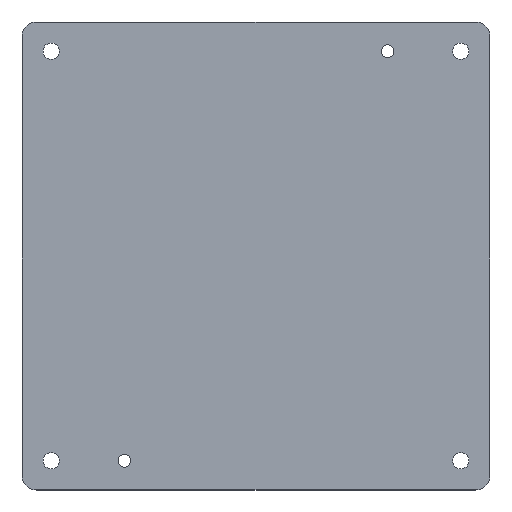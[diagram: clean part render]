
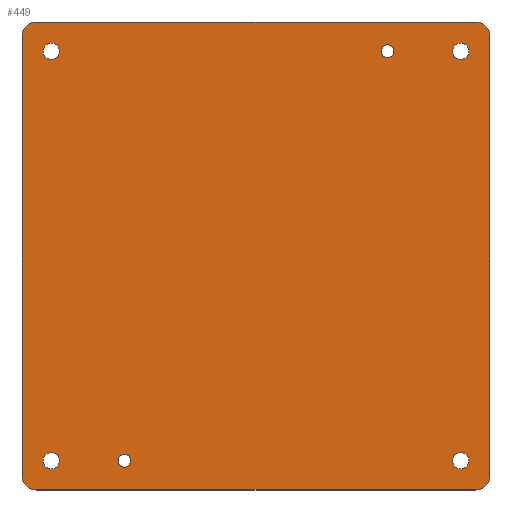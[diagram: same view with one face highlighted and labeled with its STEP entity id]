
A CAD part, top view. The second image highlights one B-rep face of the part: STEP entity #449.
In plain terms, the highlighted planar face has unit normal (0, 0, 1).
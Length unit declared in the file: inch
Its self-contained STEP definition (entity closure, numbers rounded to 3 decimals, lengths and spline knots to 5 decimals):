
#2 = DIRECTION ( 'NONE',  ( 1., 0., 0. ) ) ;
#6 = ORIENTED_EDGE ( 'NONE', *, *, #561, .T. ) ;
#7 = DIRECTION ( 'NONE',  ( 1., 0., 0. ) ) ;
#19 = AXIS2_PLACEMENT_3D ( 'NONE', #400, #129, #100 ) ;
#22 = EDGE_CURVE ( 'NONE', #349, #406, #50, .T. ) ;
#28 = FACE_BOUND ( 'NONE', #110, .T. ) ;
#31 = AXIS2_PLACEMENT_3D ( 'NONE', #170, #126, #443 ) ;
#39 = FACE_BOUND ( 'NONE', #498, .T. ) ;
#50 = CIRCLE ( 'NONE', #163, 0.25 ) ;
#60 = ORIENTED_EDGE ( 'NONE', *, *, #134, .T. ) ;
#61 = CARTESIAN_POINT ( 'NONE',  ( -3.5, 3.5, 0. ) ) ;
#66 = VECTOR ( 'NONE', #239, 39.37008 ) ;
#69 = CARTESIAN_POINT ( 'NONE',  ( -3.3595, 3.5, 0. ) ) ;
#76 = CARTESIAN_POINT ( 'NONE',  ( -3.75, 4., 0. ) ) ;
#85 = FACE_BOUND ( 'NONE', #215, .T. ) ;
#87 = CIRCLE ( 'NONE', #469, 0.25 ) ;
#94 = VERTEX_POINT ( 'NONE', #557 ) ;
#100 = DIRECTION ( 'NONE',  ( 1., 0., 0. ) ) ;
#101 = EDGE_CURVE ( 'NONE', #312, #312, #390, .T. ) ;
#105 = VERTEX_POINT ( 'NONE', #155 ) ;
#110 = EDGE_LOOP ( 'NONE', ( #149 ) ) ;
#111 = CARTESIAN_POINT ( 'NONE',  ( 3.75, -4., 0. ) ) ;
#112 = LINE ( 'NONE', #236, #66 ) ;
#120 = DIRECTION ( 'NONE',  ( 0., 0., 1. ) ) ;
#126 = DIRECTION ( 'NONE',  ( 0., 0., 1. ) ) ;
#129 = DIRECTION ( 'NONE',  ( 0., 0., 1. ) ) ;
#134 = EDGE_CURVE ( 'NONE', #565, #397, #112, .T. ) ;
#135 = DIRECTION ( 'NONE',  ( 1., 0., 0. ) ) ;
#136 = EDGE_LOOP ( 'NONE', ( #456 ) ) ;
#149 = ORIENTED_EDGE ( 'NONE', *, *, #389, .T. ) ;
#155 = CARTESIAN_POINT ( 'NONE',  ( 3.6405, -3.5, 0. ) ) ;
#158 = EDGE_CURVE ( 'NONE', #356, #356, #440, .T. ) ;
#162 = DIRECTION ( 'NONE',  ( 0., 0., -1. ) ) ;
#163 = AXIS2_PLACEMENT_3D ( 'NONE', #206, #120, #279 ) ;
#169 = DIRECTION ( 'NONE',  ( 1., 0., 0. ) ) ;
#170 = CARTESIAN_POINT ( 'NONE',  ( -3.75, 3.75, 0. ) ) ;
#171 = ORIENTED_EDGE ( 'NONE', *, *, #158, .T. ) ;
#172 = DIRECTION ( 'NONE',  ( 1., 0., 0. ) ) ;
#180 = DIRECTION ( 'NONE',  ( 0., 0., 1. ) ) ;
#182 = CIRCLE ( 'NONE', #232, 0.1405 ) ;
#183 = DIRECTION ( 'NONE',  ( 0., 1., 0. ) ) ;
#184 = ORIENTED_EDGE ( 'NONE', *, *, #570, .T. ) ;
#187 = CARTESIAN_POINT ( 'NONE',  ( 4., 3.75, 0. ) ) ;
#189 = CARTESIAN_POINT ( 'NONE',  ( 3.5, 3.5, 0. ) ) ;
#197 = AXIS2_PLACEMENT_3D ( 'NONE', #496, #335, #320 ) ;
#198 = ORIENTED_EDGE ( 'NONE', *, *, #525, .T. ) ;
#199 = ORIENTED_EDGE ( 'NONE', *, *, #569, .T. ) ;
#203 = EDGE_CURVE ( 'NONE', #532, #94, #87, .T. ) ;
#206 = CARTESIAN_POINT ( 'NONE',  ( 3.75, -3.75, 0. ) ) ;
#212 = CIRCLE ( 'NONE', #424, 0.109 ) ;
#215 = EDGE_LOOP ( 'NONE', ( #299 ) ) ;
#217 = AXIS2_PLACEMENT_3D ( 'NONE', #398, #579, #172 ) ;
#220 = FACE_OUTER_BOUND ( 'NONE', #234, .T. ) ;
#221 = CARTESIAN_POINT ( 'NONE',  ( 0., 4., 0. ) ) ;
#222 = CARTESIAN_POINT ( 'NONE',  ( -4., -3.75, 0. ) ) ;
#223 = VERTEX_POINT ( 'NONE', #377 ) ;
#232 = AXIS2_PLACEMENT_3D ( 'NONE', #345, #162, #169 ) ;
#234 = EDGE_LOOP ( 'NONE', ( #60, #184, #253, #521, #199, #261, #6, #198 ) ) ;
#236 = CARTESIAN_POINT ( 'NONE',  ( -4., 0., 0. ) ) ;
#239 = DIRECTION ( 'NONE',  ( 0., -1., 0. ) ) ;
#245 = CARTESIAN_POINT ( 'NONE',  ( -3.3595, -3.5, 0. ) ) ;
#252 = EDGE_LOOP ( 'NONE', ( #438 ) ) ;
#253 = ORIENTED_EDGE ( 'NONE', *, *, #471, .T. ) ;
#261 = ORIENTED_EDGE ( 'NONE', *, *, #203, .T. ) ;
#270 = VECTOR ( 'NONE', #491, 39.37008 ) ;
#272 = LINE ( 'NONE', #444, #441 ) ;
#275 = LINE ( 'NONE', #582, #543 ) ;
#276 = FACE_BOUND ( 'NONE', #342, .T. ) ;
#279 = DIRECTION ( 'NONE',  ( 1., 0., 0. ) ) ;
#280 = CARTESIAN_POINT ( 'NONE',  ( 2.25, 3.5, 0. ) ) ;
#285 = DIRECTION ( 'NONE',  ( 0., 0., -1. ) ) ;
#299 = ORIENTED_EDGE ( 'NONE', *, *, #571, .T. ) ;
#301 = EDGE_CURVE ( 'NONE', #384, #384, #476, .T. ) ;
#302 = EDGE_CURVE ( 'NONE', #336, #336, #488, .T. ) ;
#311 = FACE_BOUND ( 'NONE', #252, .T. ) ;
#312 = VERTEX_POINT ( 'NONE', #485 ) ;
#315 = CIRCLE ( 'NONE', #19, 0.25 ) ;
#320 = DIRECTION ( 'NONE',  ( 1., 0., 0. ) ) ;
#331 = CARTESIAN_POINT ( 'NONE',  ( 3.6405, 3.5, 0. ) ) ;
#335 = DIRECTION ( 'NONE',  ( 0., 0., -1. ) ) ;
#336 = VERTEX_POINT ( 'NONE', #245 ) ;
#342 = EDGE_LOOP ( 'NONE', ( #416 ) ) ;
#345 = CARTESIAN_POINT ( 'NONE',  ( 3.5, -3.5, 0. ) ) ;
#349 = VERTEX_POINT ( 'NONE', #111 ) ;
#353 = CARTESIAN_POINT ( 'NONE',  ( 4., -3.75, 0. ) ) ;
#354 = DIRECTION ( 'NONE',  ( 1., 0., 0. ) ) ;
#356 = VERTEX_POINT ( 'NONE', #331 ) ;
#357 = FACE_BOUND ( 'NONE', #136, .T. ) ;
#362 = CIRCLE ( 'NONE', #31, 0.25 ) ;
#373 = DIRECTION ( 'NONE',  ( 0., 0., -1. ) ) ;
#374 = CARTESIAN_POINT ( 'NONE',  ( 2.359, 3.5, 0. ) ) ;
#376 = VERTEX_POINT ( 'NONE', #76 ) ;
#377 = CARTESIAN_POINT ( 'NONE',  ( -3.75, -4., 0. ) ) ;
#382 = DIRECTION ( 'NONE',  ( 0., 0., -1. ) ) ;
#384 = VERTEX_POINT ( 'NONE', #69 ) ;
#389 = EDGE_CURVE ( 'NONE', #105, #105, #182, .T. ) ;
#390 = CIRCLE ( 'NONE', #197, 0.109 ) ;
#394 = AXIS2_PLACEMENT_3D ( 'NONE', #61, #285, #452 ) ;
#397 = VERTEX_POINT ( 'NONE', #222 ) ;
#398 = CARTESIAN_POINT ( 'NONE',  ( 0., 0., 0. ) ) ;
#400 = CARTESIAN_POINT ( 'NONE',  ( -3.75, -3.75, 0. ) ) ;
#406 = VERTEX_POINT ( 'NONE', #353 ) ;
#409 = AXIS2_PLACEMENT_3D ( 'NONE', #495, #382, #7 ) ;
#412 = CARTESIAN_POINT ( 'NONE',  ( -4., 3.75, 0. ) ) ;
#416 = ORIENTED_EDGE ( 'NONE', *, *, #301, .T. ) ;
#424 = AXIS2_PLACEMENT_3D ( 'NONE', #280, #454, #354 ) ;
#438 = ORIENTED_EDGE ( 'NONE', *, *, #302, .T. ) ;
#440 = CIRCLE ( 'NONE', #568, 0.1405 ) ;
#441 = VECTOR ( 'NONE', #135, 39.37008 ) ;
#443 = DIRECTION ( 'NONE',  ( 1., 0., 0. ) ) ;
#444 = CARTESIAN_POINT ( 'NONE',  ( 0., -4., 0. ) ) ;
#449 = ADVANCED_FACE ( 'NONE', ( #311, #357, #85, #39, #276, #28, #220 ), #540, .T. ) ;
#452 = DIRECTION ( 'NONE',  ( 1., 0., 0. ) ) ;
#454 = DIRECTION ( 'NONE',  ( 0., 0., -1. ) ) ;
#456 = ORIENTED_EDGE ( 'NONE', *, *, #101, .T. ) ;
#466 = CARTESIAN_POINT ( 'NONE',  ( 3.75, 3.75, 0. ) ) ;
#469 = AXIS2_PLACEMENT_3D ( 'NONE', #466, #180, #2 ) ;
#471 = EDGE_CURVE ( 'NONE', #223, #349, #272, .T. ) ;
#476 = CIRCLE ( 'NONE', #394, 0.1405 ) ;
#485 = CARTESIAN_POINT ( 'NONE',  ( -2.141, -3.5, 0. ) ) ;
#488 = CIRCLE ( 'NONE', #409, 0.1405 ) ;
#491 = DIRECTION ( 'NONE',  ( -1., 0., 0. ) ) ;
#495 = CARTESIAN_POINT ( 'NONE',  ( -3.5, -3.5, 0. ) ) ;
#496 = CARTESIAN_POINT ( 'NONE',  ( -2.25, -3.5, 0. ) ) ;
#498 = EDGE_LOOP ( 'NONE', ( #171 ) ) ;
#521 = ORIENTED_EDGE ( 'NONE', *, *, #22, .T. ) ;
#525 = EDGE_CURVE ( 'NONE', #376, #565, #362, .T. ) ;
#532 = VERTEX_POINT ( 'NONE', #187 ) ;
#538 = LINE ( 'NONE', #221, #270 ) ;
#540 = PLANE ( 'NONE',  #217 ) ;
#543 = VECTOR ( 'NONE', #183, 39.37008 ) ;
#552 = DIRECTION ( 'NONE',  ( 1., 0., 0. ) ) ;
#557 = CARTESIAN_POINT ( 'NONE',  ( 3.75, 4., 0. ) ) ;
#560 = VERTEX_POINT ( 'NONE', #374 ) ;
#561 = EDGE_CURVE ( 'NONE', #94, #376, #538, .T. ) ;
#565 = VERTEX_POINT ( 'NONE', #412 ) ;
#568 = AXIS2_PLACEMENT_3D ( 'NONE', #189, #373, #552 ) ;
#569 = EDGE_CURVE ( 'NONE', #406, #532, #275, .T. ) ;
#570 = EDGE_CURVE ( 'NONE', #397, #223, #315, .T. ) ;
#571 = EDGE_CURVE ( 'NONE', #560, #560, #212, .T. ) ;
#579 = DIRECTION ( 'NONE',  ( 0., 0., 1. ) ) ;
#582 = CARTESIAN_POINT ( 'NONE',  ( 4., 0., 0. ) ) ;
